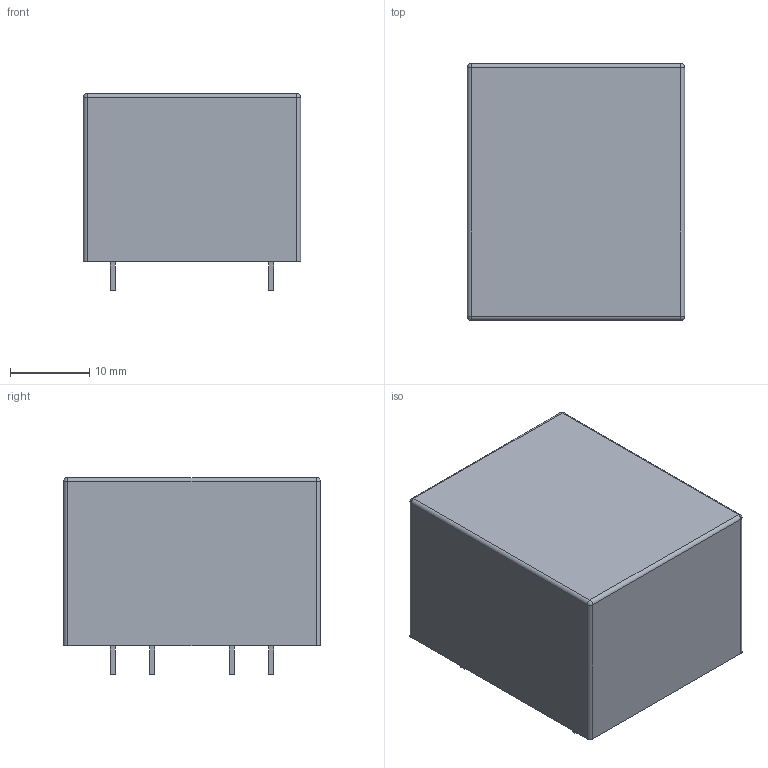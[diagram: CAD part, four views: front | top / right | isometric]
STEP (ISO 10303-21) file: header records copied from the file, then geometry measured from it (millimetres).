
FILE_DESCRIPTION((''),'2;1');
FILE_NAME('XFMR_DAGNALL_D3510.stp','2011-09-20T14:54:16',(''),(''),'Mechanical Desktop 2011','Mechanical Desktop 2011',', , ');
FILE_SCHEMA(('AUTOMOTIVE_DESIGN { 1 2 10303 214 1 1 1 1 }'));
Length unit declared in the file: millimetre
Products named in the file (1): Product
Bounding box: 27.5 x 32.5 x 24.9 mm (x, y, z)
Volume: 19034.7 mm3; surface area: 4358.8 mm2
Topology: 7 solids, 7 shells, 54 faces, 112 edges, 68 vertices
Faces by surface type: bspline 42, cylinder 8, sphere 4
Entity records: 1418 total; most frequent: CARTESIAN_POINT 357, ORIENTED_EDGE 216, DIRECTION 150, EDGE_CURVE 108, VECTOR 92, LINE 92, VERTEX_POINT 68, EDGE_LOOP 54
